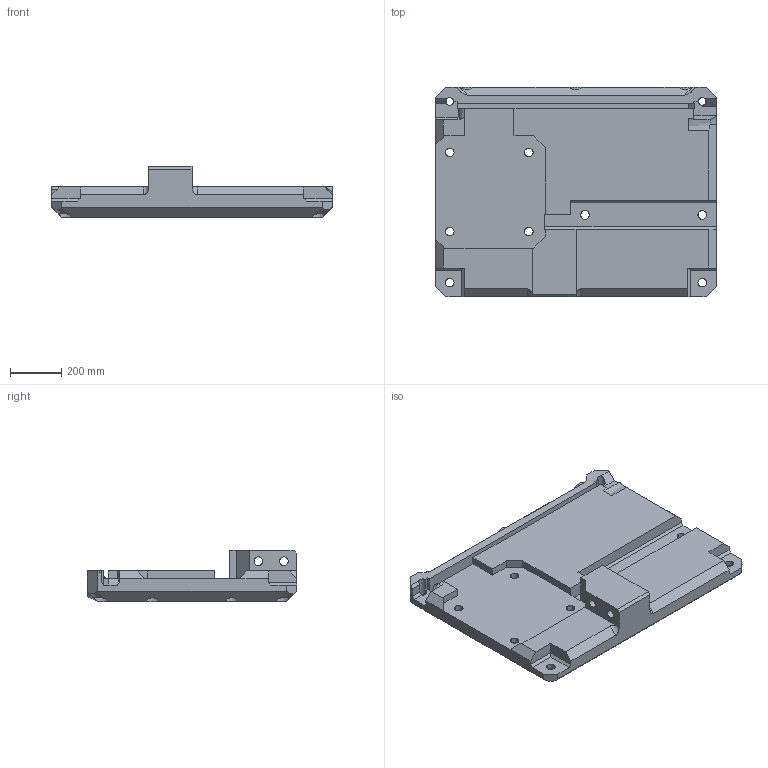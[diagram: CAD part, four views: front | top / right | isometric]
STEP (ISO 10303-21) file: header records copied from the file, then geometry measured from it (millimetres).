
FILE_DESCRIPTION(/* description */ (''),/* implementation_level */ '2;1');
FILE_NAME(/* name */ 'E-TKT_025-structure_A_bottom',/* time_stamp */ '2023-04-19T19:28:25-03:00',/* author */ (''),/* organization */ (''),/* preprocessor_version */ 'ST-DEVELOPER v16.5',/* originating_system */ '',/* authorisation */ '');
FILE_SCHEMA (('AUTOMOTIVE_DESIGN'));
Length unit declared in the file: centimetre
Products named in the file (1): Document
Bounding box: 1100 x 820 x 200 mm (x, y, z)
Volume: 90776871.5 mm3; surface area: 2649277 mm2
Topology: 1 solids, 1 shells, 183 faces, 503 edges, 331 vertices
Faces by surface type: plane 119, bspline 64
Entity records: 6684 total; most frequent: CARTESIAN_POINT 3518, ORIENTED_EDGE 1002, EDGE_CURVE 501, VERTEX_POINT 331, B_SPLINE_CURVE_WITH_KNOTS 326, EDGE_LOOP 220, ADVANCED_FACE 181, FACE_OUTER_BOUND 181
